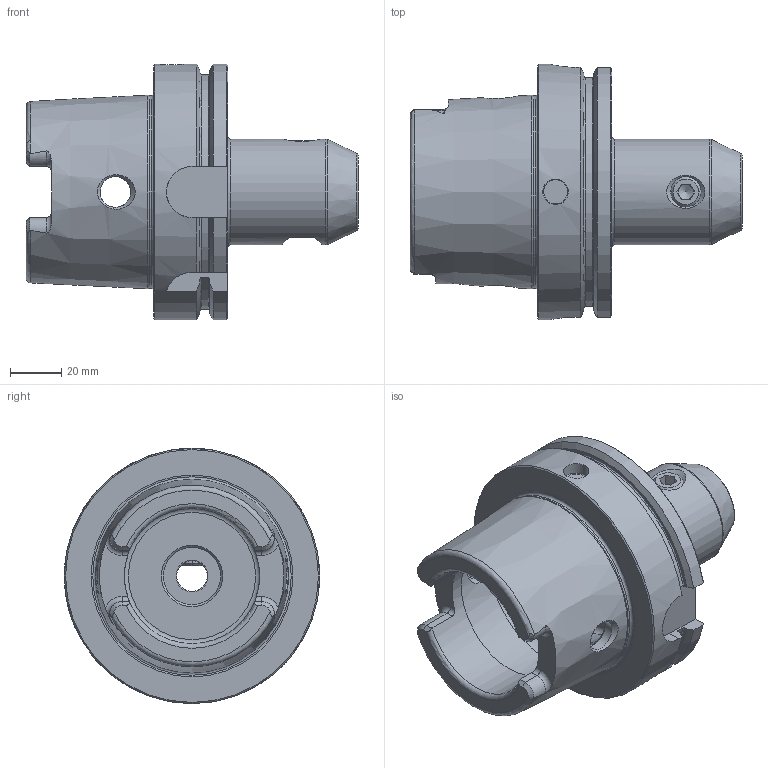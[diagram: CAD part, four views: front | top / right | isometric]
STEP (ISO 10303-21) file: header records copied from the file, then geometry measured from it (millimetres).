
FILE_DESCRIPTION( ( 'Unknown' ), '1' );
FILE_NAME( '250031250-B.stp', 'Unknown', ( 'Unknown' ), ( 'Unknown' ), 'PSStep 15.0.49', 'Unknown', ' ' );
FILE_SCHEMA( ( 'AUTOMOTIVE_DESIGN { 1 0 10303 214 1 1 1 1 }' ) );
Length unit declared in the file: millimetre
Products named in the file (2): 1; 2
Bounding box: 130 x 100 x 100 mm (x, y, z)
Volume: 312778 mm3; surface area: 58404.1 mm2
Topology: 2 solids, 2 shells, 145 faces, 378 edges, 238 vertices
Faces by surface type: plane 52, cylinder 36, cone 32, torus 25
Full cylindrical faces by diameter (mm): 8.5 x1, 10 x1, 10.106 x1, 12 x3, 12.5 x1, 22.376 x1, 25 x1, 41.5 x1, 53 x2, 63 x1, 75.459 x1, 100 x1
Entity records: 6323 total; most frequent: CARTESIAN_POINT 1931, DIRECTION 656, ORIENTED_EDGE 626, EDGE_CURVE 313, AXIS2_PLACEMENT_3D 271, VERTEX_POINT 219, EDGE_LOOP 198, FACE_OUTER_BOUND 171
